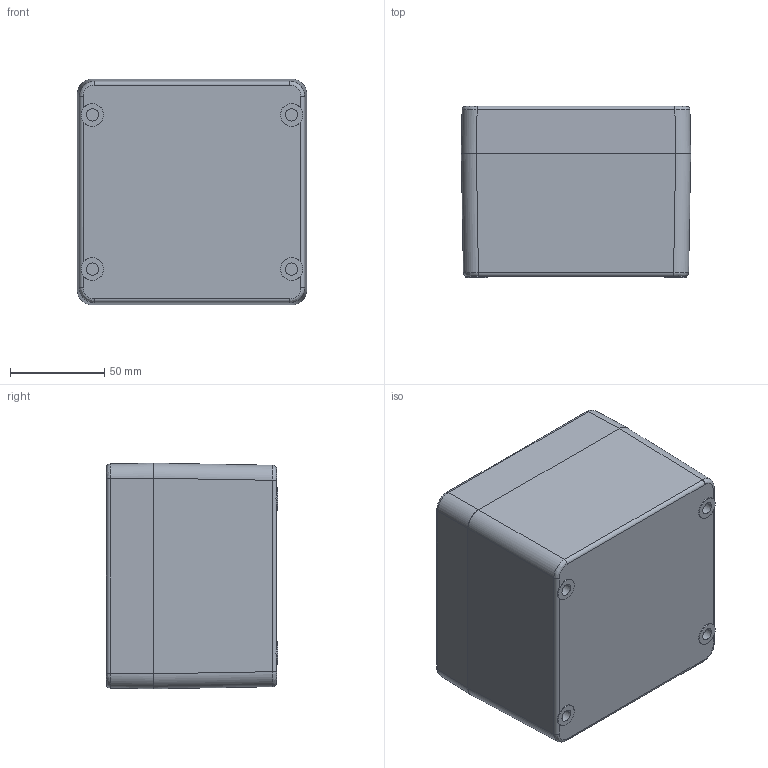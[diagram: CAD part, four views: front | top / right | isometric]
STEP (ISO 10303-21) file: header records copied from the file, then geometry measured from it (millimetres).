
FILE_DESCRIPTION((''),'2;1');
FILE_NAME('CP-220_ASM','2010-07-09T',('K.Herdt'),(''),'PRO/ENGINEER BY PARAMETRIC TECHNOLOGY CORPORATION, 2005070','PRO/ENGINEER BY PARAMETRIC TECHNOLOGY CORPORATION, 2005070','');
FILE_SCHEMA(('AUTOMOTIVE_DESIGN_CC2 { 1 2 10303 214 -1 1 5 2 }'));
Length unit declared in the file: millimetre
Products named in the file (4): CP-220_UNTERTEIL; CP-220_DECKEL; 9261027000; CP-220_ASM
Assembly tree (6 placements, depth 2):
  CP-220_ASM
    CP-220_UNTERTEIL
    CP-220_DECKEL
    9261027000  x4
Bounding box: 122 x 91 x 120 mm (x, y, z)
Volume: 384672.2 mm3; surface area: 158235.7 mm2
Topology: 6 solids, 20 shells, 549 faces, 1406 edges, 886 vertices
Faces by surface type: plane 201, cylinder 200, cone 112, torus 20, bspline 16
Entity records: 16047 total; most frequent: CARTESIAN_POINT 2996, DIRECTION 2196, ORIENTED_EDGE 1944, PRESENTATION_STYLE_ASSIGNMENT 1008, STYLED_ITEM 1008, CURVE_STYLE 994, EDGE_CURVE 994, AXIS2_PLACEMENT_3D 865
